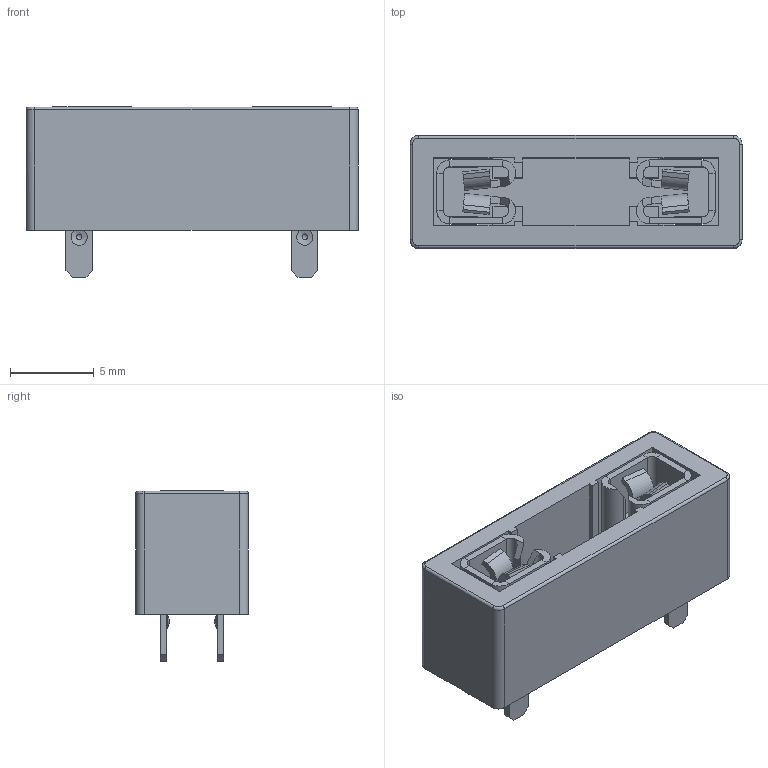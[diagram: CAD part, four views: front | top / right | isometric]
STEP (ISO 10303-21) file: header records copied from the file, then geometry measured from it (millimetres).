
FILE_DESCRIPTION(/* description */ (''),/* implementation_level */ '2;1');
FILE_NAME(/* name */ 'STE6A2F',/* time_stamp */ '2021-12-23T18:23:42-05:00',/* author */ (''),/* organization */ (''),/* preprocessor_version */ 'ST-DEVELOPER v16.5',/* originating_system */ '',/* authorisation */ '');
FILE_SCHEMA (('AUTOMOTIVE_DESIGN_CC2'));
Length unit declared in the file: inch
Products named in the file (1): Document
Bounding box: 19.81 x 6.73 x 10.16 mm (x, y, z)
Volume: 639.7 mm3; surface area: 1442.4 mm2
Topology: 3 solids, 3 shells, 263 faces, 654 edges, 404 vertices
Faces by surface type: plane 207, cylinder 36, bspline 20
Entity records: 8067 total; most frequent: CARTESIAN_POINT 3549, ORIENTED_EDGE 1308, EDGE_CURVE 654, B_SPLINE_CURVE_WITH_KNOTS 546, VERTEX_POINT 404, EDGE_LOOP 278, ADVANCED_FACE 263, FACE_OUTER_BOUND 263
